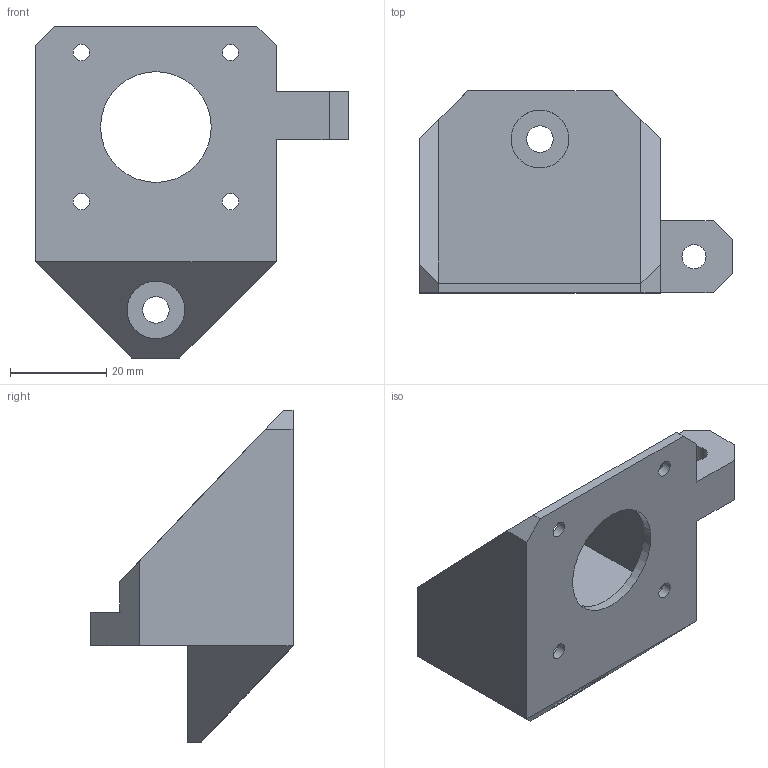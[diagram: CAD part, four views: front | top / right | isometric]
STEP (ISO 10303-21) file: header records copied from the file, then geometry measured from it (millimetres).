
FILE_DESCRIPTION(/* description */ (''),/* implementation_level */ '2;1');
FILE_NAME(/* name */ 'Nema-Titan Bracket.step',/* time_stamp */ '2018-04-12T16:49:41+02:00',/* author */ (''),/* organization */ (''),/* preprocessor_version */ 'ST-DEVELOPER v16.13',/* originating_system */ 'Autodesk Translation Framework v6.5.0.72',/* authorisation */ '');
FILE_SCHEMA (('AUTOMOTIVE_DESIGN { 1 0 10303 214 3 1 1 }'));
Length unit declared in the file: millimetre
Products named in the file (1): Nema-Titan Bracket
Bounding box: 65 x 42 x 69 mm (x, y, z)
Volume: 32680.7 mm3; surface area: 14279 mm2
Topology: 1 solids, 1 shells, 40 faces, 104 edges, 68 vertices
Faces by surface type: plane 30, cylinder 10
Full cylindrical faces by diameter (mm): 3.4 x4, 5 x1, 5.5 x2, 12 x2, 23 x1
Entity records: 1294 total; most frequent: CARTESIAN_POINT 213, DIRECTION 212, ORIENTED_EDGE 208, EDGE_CURVE 104, LINE 78, VECTOR 78, VERTEX_POINT 68, AXIS2_PLACEMENT_3D 67
